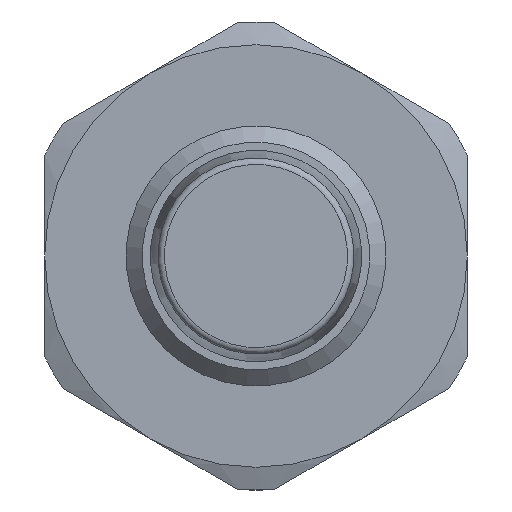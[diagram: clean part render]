
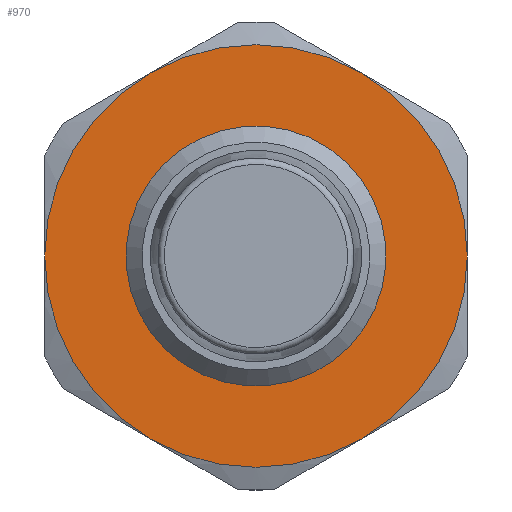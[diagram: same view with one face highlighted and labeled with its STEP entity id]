
A CAD part, left-side view. The second image highlights one B-rep face of the part: STEP entity #970.
In plain terms, the highlighted planar face has unit normal (-1, 0, 0).
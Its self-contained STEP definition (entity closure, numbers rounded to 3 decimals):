
#135=PLANE('',#1066);
#178=FACE_BOUND('',#287,.T.);
#217=FACE_OUTER_BOUND('',#286,.T.);
#286=EDGE_LOOP('',(#737,#738,#739,#740,#741,#742));
#287=EDGE_LOOP('',(#743));
#359=CIRCLE('',#1067,6.5);
#360=CIRCLE('',#1068,6.5);
#361=CIRCLE('',#1069,6.5);
#362=CIRCLE('',#1070,6.5);
#363=CIRCLE('',#1071,6.5);
#364=CIRCLE('',#1072,6.5);
#365=CIRCLE('',#1073,4.);
#432=VERTEX_POINT('',#1595);
#433=VERTEX_POINT('',#1596);
#434=VERTEX_POINT('',#1598);
#435=VERTEX_POINT('',#1600);
#436=VERTEX_POINT('',#1602);
#437=VERTEX_POINT('',#1604);
#438=VERTEX_POINT('',#1607);
#541=EDGE_CURVE('',#432,#433,#359,.T.);
#542=EDGE_CURVE('',#433,#434,#360,.T.);
#543=EDGE_CURVE('',#434,#435,#361,.T.);
#544=EDGE_CURVE('',#435,#436,#362,.T.);
#545=EDGE_CURVE('',#436,#437,#363,.T.);
#546=EDGE_CURVE('',#437,#432,#364,.T.);
#547=EDGE_CURVE('',#438,#438,#365,.T.);
#737=ORIENTED_EDGE('',*,*,#541,.T.);
#738=ORIENTED_EDGE('',*,*,#542,.T.);
#739=ORIENTED_EDGE('',*,*,#543,.T.);
#740=ORIENTED_EDGE('',*,*,#544,.T.);
#741=ORIENTED_EDGE('',*,*,#545,.T.);
#742=ORIENTED_EDGE('',*,*,#546,.T.);
#743=ORIENTED_EDGE('',*,*,#547,.F.);
#970=ADVANCED_FACE('',(#217,#178),#135,.T.);
#1066=AXIS2_PLACEMENT_3D('',#1594,#1265,#1266);
#1067=AXIS2_PLACEMENT_3D('',#1597,#1267,#1268);
#1068=AXIS2_PLACEMENT_3D('',#1599,#1269,#1270);
#1069=AXIS2_PLACEMENT_3D('',#1601,#1271,#1272);
#1070=AXIS2_PLACEMENT_3D('',#1603,#1273,#1274);
#1071=AXIS2_PLACEMENT_3D('',#1605,#1275,#1276);
#1072=AXIS2_PLACEMENT_3D('',#1606,#1277,#1278);
#1073=AXIS2_PLACEMENT_3D('',#1608,#1279,#1280);
#1265=DIRECTION('center_axis',(-1.,0.,0.));
#1266=DIRECTION('ref_axis',(0.,-1.,0.));
#1267=DIRECTION('center_axis',(-1.,0.,0.));
#1268=DIRECTION('ref_axis',(0.,0.,
-1.));
#1269=DIRECTION('center_axis',(-1.,0.,0.));
#1270=DIRECTION('ref_axis',(0.,0.,
-1.));
#1271=DIRECTION('center_axis',(-1.,0.,0.));
#1272=DIRECTION('ref_axis',(0.,0.,
-1.));
#1273=DIRECTION('center_axis',(-1.,0.,0.));
#1274=DIRECTION('ref_axis',(0.,0.,
-1.));
#1275=DIRECTION('center_axis',(-1.,0.,0.));
#1276=DIRECTION('ref_axis',(0.,0.,
-1.));
#1277=DIRECTION('center_axis',(-1.,0.,0.));
#1278=DIRECTION('ref_axis',(0.,0.,
-1.));
#1279=DIRECTION('center_axis',(-1.,0.,0.));
#1280=DIRECTION('ref_axis',(0.,0.97,0.243));
#1594=CARTESIAN_POINT('Origin',(-37.379,0.,
0.));
#1595=CARTESIAN_POINT('',(-37.379,-3.25,-5.629));
#1596=CARTESIAN_POINT('',(-37.379,-6.5,0.));
#1597=CARTESIAN_POINT('Origin',(-37.379,0.,
0.));
#1598=CARTESIAN_POINT('',(-37.379,-3.25,5.629));
#1599=CARTESIAN_POINT('Origin',(-37.379,0.,
0.));
#1600=CARTESIAN_POINT('',(-37.379,3.25,5.629));
#1601=CARTESIAN_POINT('Origin',(-37.379,0.,
0.));
#1602=CARTESIAN_POINT('',(-37.379,6.5,0.));
#1603=CARTESIAN_POINT('Origin',(-37.379,0.,
0.));
#1604=CARTESIAN_POINT('',(-37.379,3.25,-5.629));
#1605=CARTESIAN_POINT('Origin',(-37.379,0.,
0.));
#1606=CARTESIAN_POINT('Origin',(-37.379,0.,
0.));
#1607=CARTESIAN_POINT('',(-37.379,-3.88,-0.973));
#1608=CARTESIAN_POINT('Origin',(-37.379,0.,
0.));
